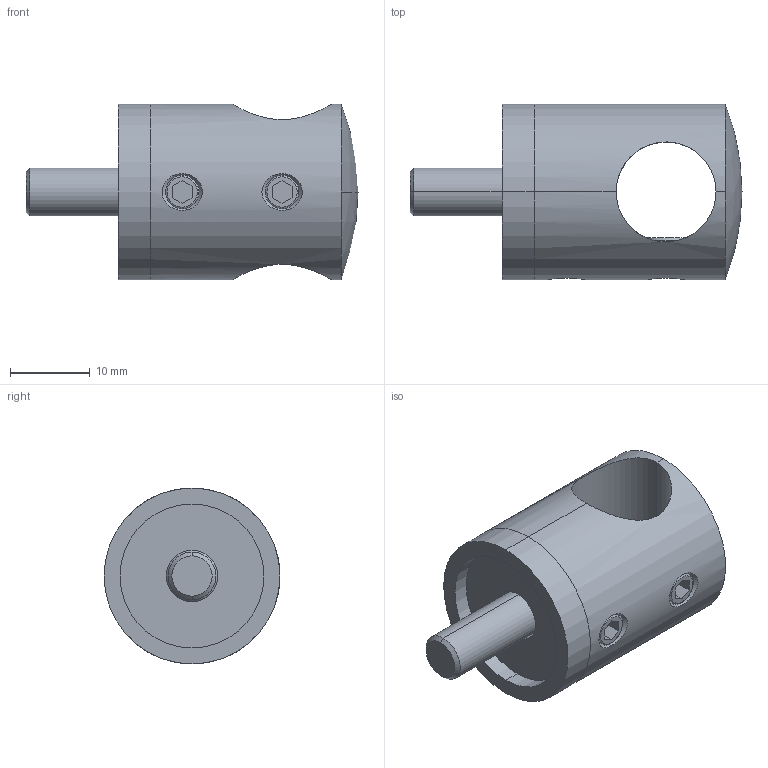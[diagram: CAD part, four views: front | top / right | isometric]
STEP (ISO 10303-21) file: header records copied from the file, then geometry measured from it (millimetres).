
FILE_DESCRIPTION (( 'STEP AP203' ), '1' );
FILE_NAME ('A_0830-000 screw.STEP', '2022-08-15T07:33:33', ( '' ), ( '' ), 'SwSTEP 2.0', 'SolidWorks 2019', '' );
FILE_SCHEMA (( 'CONFIG_CONTROL_DESIGN' ));
Length unit declared in the file: millimetre
Products named in the file (6): A_0830-000.P2; A_0830-000 screw; DIN 913_M5x5_SKRUTKA M 5X 6; Skrutka DIN 7991_Skrutka M 6x 25; DIN 914_M5x5_SKRUTKA M 5X 6; A_0830-000.P1
Assembly tree (5 placements, depth 2):
  A_0830-000 screw
    A_0830-000.P1
    A_0830-000.P2
    DIN 913_M5x5_SKRUTKA M 5X 6
    DIN 914_M5x5_SKRUTKA M 5X 6
    Skrutka DIN 7991_Skrutka M 6x 25
Bounding box: 41.55 x 22 x 22 mm (x, y, z)
Volume: 7981.2 mm3; surface area: 5792 mm2
Topology: 5 solids, 5 shells, 83 faces, 193 edges, 118 vertices
Faces by surface type: plane 31, cylinder 28, cone 22, sphere 2
Entity records: 3422 total; most frequent: CARTESIAN_POINT 889, DIRECTION 414, ORIENTED_EDGE 382, EDGE_CURVE 191, AXIS2_PLACEMENT_3D 153, VERTEX_POINT 118, VECTOR 108, LINE 108
